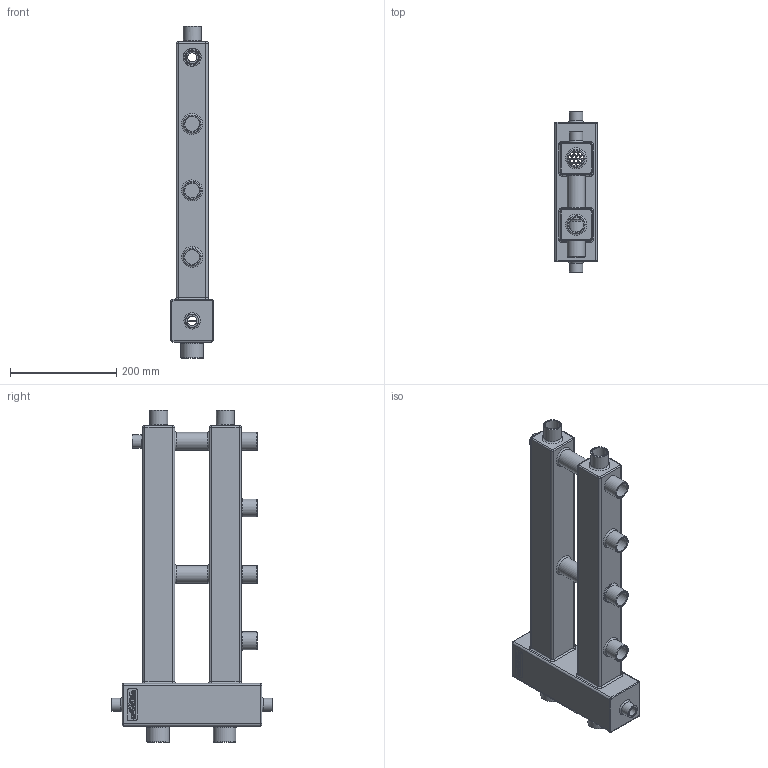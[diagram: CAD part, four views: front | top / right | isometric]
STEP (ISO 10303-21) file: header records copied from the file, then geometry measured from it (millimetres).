
FILE_DESCRIPTION(('STEP AP203'), '1');
FILE_NAME('BMSS-60-3D.18', '', ('UNSPECIFIED'), ('UNSPECIFIED'), 'ASCON STEP Converter 1.6', 'ASCON Math Kernel', '');
FILE_SCHEMA(('CONFIG_CONTROL_DESIGN'));
Length unit declared in the file: millimetre
Bounding box: 80.55 x 302 x 624 mm (x, y, z)
Volume: 810712.6 mm3; surface area: 746790 mm2
Topology: 1 solids, 1 shells, 671 faces, 1787 edges, 1164 vertices
Faces by surface type: cylinder 236, plane 184, bspline 171, cone 41, torus 39
Full cylindrical faces by diameter (mm): 6 x136, 17.071 x3, 24 x3, 25 x3, 27.5 x6, 30 x6, 33.5 x10, 34 x4, 36.3 x2, 42.3 x2, 52 x2
Entity records: 29984 total; most frequent: CARTESIAN_POINT 9121, ORIENTED_EDGE 3112, DIRECTION 2640, EDGE_CURVE 1556, EDGE_LOOP 1254, VERTEX_POINT 1164, AXIS2_PLACEMENT_3D 1071, FACE_BOUND 832
